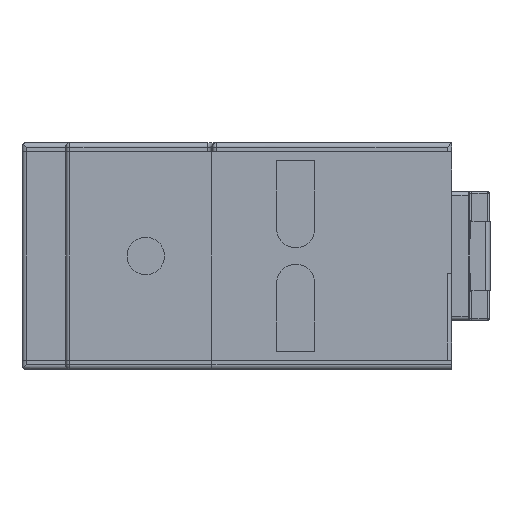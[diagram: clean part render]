
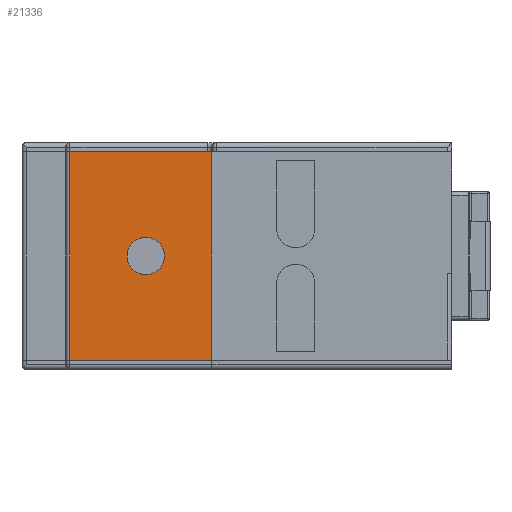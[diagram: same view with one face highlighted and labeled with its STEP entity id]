
A CAD part, left-side view. The second image highlights one B-rep face of the part: STEP entity #21336.
In plain terms, the highlighted planar face has unit normal (-1, 0, 0).
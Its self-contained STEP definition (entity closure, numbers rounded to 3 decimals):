
#66 = CARTESIAN_POINT ( 'NONE',  ( -28.452, 32.178, 11.95 ) ) ;
#314 = CIRCLE ( 'NONE', #9065, 2.15 ) ;
#529 = EDGE_CURVE ( 'NONE', #25341, #16653, #22566, .T. ) ;
#1116 = PLANE ( 'NONE',  #22191 ) ;
#1378 = LINE ( 'NONE', #12709, #17700 ) ;
#1454 = DIRECTION ( 'NONE',  ( -1., 0., 0. ) ) ;
#1655 = FACE_BOUND ( 'NONE', #4781, .T. ) ;
#2068 = CARTESIAN_POINT ( 'NONE',  ( -28.452, 48.478, 11.95 ) ) ;
#2290 = VECTOR ( 'NONE', #6355, 1000. ) ;
#2484 = ORIENTED_EDGE ( 'NONE', *, *, #529, .T. ) ;
#3270 = EDGE_CURVE ( 'NONE', #21444, #14574, #314, .T. ) ;
#3497 = EDGE_CURVE ( 'NONE', #16411, #25341, #8658, .T. ) ;
#3763 = CARTESIAN_POINT ( 'NONE',  ( -28.452, 39.778, 0. ) ) ;
#3905 = ORIENTED_EDGE ( 'NONE', *, *, #17418, .F. ) ;
#4281 = AXIS2_PLACEMENT_3D ( 'NONE', #3763, #1454, #14053 ) ;
#4781 = EDGE_LOOP ( 'NONE', ( #5052, #14088 ) ) ;
#5052 = ORIENTED_EDGE ( 'NONE', *, *, #3270, .F. ) ;
#5495 = EDGE_CURVE ( 'NONE', #14574, #21444, #10432, .T. ) ;
#5889 = CARTESIAN_POINT ( 'NONE',  ( -28.452, 39.778, 2.15 ) ) ;
#6355 = DIRECTION ( 'NONE',  ( 0., 0., -1. ) ) ;
#7201 = DIRECTION ( 'NONE',  ( 1., 0., 0. ) ) ;
#8129 = ORIENTED_EDGE ( 'NONE', *, *, #3497, .T. ) ;
#8658 = LINE ( 'NONE', #10395, #2290 ) ;
#9065 = AXIS2_PLACEMENT_3D ( 'NONE', #9549, #11710, #26539 ) ;
#9549 = CARTESIAN_POINT ( 'NONE',  ( -28.452, 39.778, 0. ) ) ;
#10070 = CARTESIAN_POINT ( 'NONE',  ( -28.452, 48.478, -11.95 ) ) ;
#10395 = CARTESIAN_POINT ( 'NONE',  ( -28.452, 48.478, 13. ) ) ;
#10432 = CIRCLE ( 'NONE', #4281, 2.15 ) ;
#11233 = DIRECTION ( 'NONE',  ( 0., -1., 0. ) ) ;
#11710 = DIRECTION ( 'NONE',  ( -1., 0., 0. ) ) ;
#11840 = CARTESIAN_POINT ( 'NONE',  ( -28.452, 32.178, -11.95 ) ) ;
#12096 = CARTESIAN_POINT ( 'NONE',  ( -28.452, 39.778, -2.15 ) ) ;
#12677 = EDGE_LOOP ( 'NONE', ( #3905, #8129, #2484, #13548 ) ) ;
#12709 = CARTESIAN_POINT ( 'NONE',  ( -28.452, 32.178, 11.95 ) ) ;
#13352 = LINE ( 'NONE', #20716, #25309 ) ;
#13548 = ORIENTED_EDGE ( 'NONE', *, *, #18597, .F. ) ;
#14053 = DIRECTION ( 'NONE',  ( 0., 0., 1. ) ) ;
#14088 = ORIENTED_EDGE ( 'NONE', *, *, #5495, .F. ) ;
#14574 = VERTEX_POINT ( 'NONE', #12096 ) ;
#14576 = DIRECTION ( 'NONE',  ( 0., 0., -1. ) ) ;
#15849 = DIRECTION ( 'NONE',  ( 0., 0., -1. ) ) ;
#16411 = VERTEX_POINT ( 'NONE', #2068 ) ;
#16653 = VERTEX_POINT ( 'NONE', #22064 ) ;
#17418 = EDGE_CURVE ( 'NONE', #16411, #25492, #1378, .T. ) ;
#17700 = VECTOR ( 'NONE', #11233, 1000. ) ;
#17969 = CARTESIAN_POINT ( 'NONE',  ( -28.452, 32.178, 13. ) ) ;
#18597 = EDGE_CURVE ( 'NONE', #25492, #16653, #13352, .T. ) ;
#20597 = VECTOR ( 'NONE', #24805, 1000. ) ;
#20716 = CARTESIAN_POINT ( 'NONE',  ( -28.452, 32.178, 13. ) ) ;
#21336 = ADVANCED_FACE ( 'NONE', ( #1655, #26972 ), #1116, .F. ) ;
#21444 = VERTEX_POINT ( 'NONE', #5889 ) ;
#22064 = CARTESIAN_POINT ( 'NONE',  ( -28.452, 32.178, -11.95 ) ) ;
#22191 = AXIS2_PLACEMENT_3D ( 'NONE', #17969, #7201, #15849 ) ;
#22566 = LINE ( 'NONE', #11840, #20597 ) ;
#24805 = DIRECTION ( 'NONE',  ( 0., -1., 0. ) ) ;
#25309 = VECTOR ( 'NONE', #14576, 1000. ) ;
#25341 = VERTEX_POINT ( 'NONE', #10070 ) ;
#25492 = VERTEX_POINT ( 'NONE', #66 ) ;
#26539 = DIRECTION ( 'NONE',  ( 0., 0., 1. ) ) ;
#26972 = FACE_OUTER_BOUND ( 'NONE', #12677, .T. ) ;
